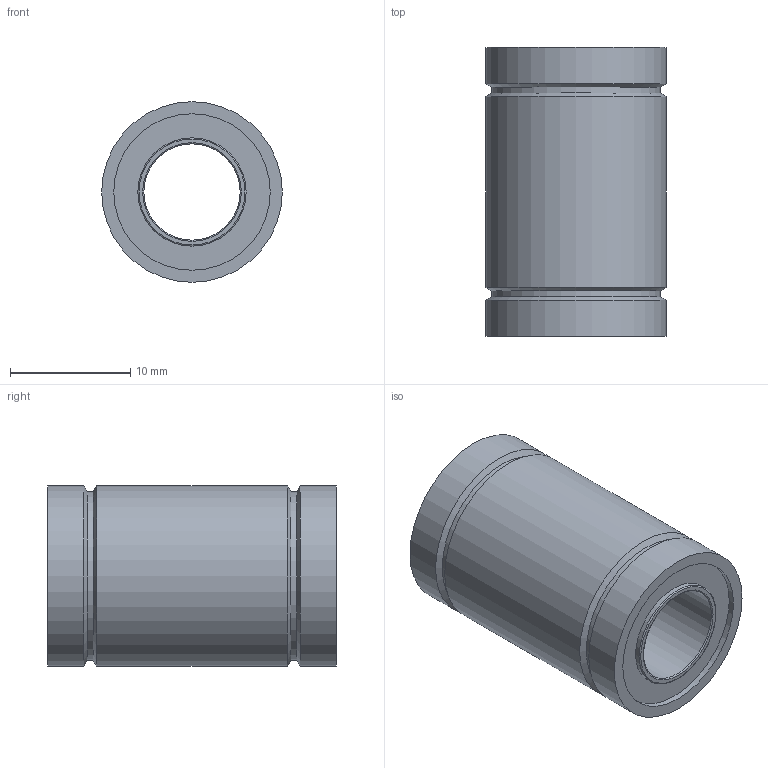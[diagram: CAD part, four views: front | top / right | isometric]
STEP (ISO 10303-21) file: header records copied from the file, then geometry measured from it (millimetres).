
FILE_DESCRIPTION(('FreeCAD Model'),'2;1');
FILE_NAME('Open CASCADE Shape Model','2025-11-26T23:40:14',('Author'),( ''),'Open CASCADE STEP processor 7.8','FreeCAD','Unknown');
FILE_SCHEMA(('AUTOMOTIVE_DESIGN { 1 0 10303 214 1 1 1 1 }'));
Length unit declared in the file: millimetre
Products named in the file (4): Bearing_Linear_LM8; Body; Body001; Body002
Assembly tree (3 placements, depth 2):
  Bearing_Linear_LM8
    Body
    Body001
    Body002
Bounding box: 15 x 24 x 15 mm (x, y, z)
Volume: 2929.4 mm3; surface area: 5278.5 mm2
Topology: 3 solids, 3 shells, 24 faces, 42 edges, 24 vertices
Faces by surface type: cylinder 10, plane 6, torus 4, cone 4
Full cylindrical faces by diameter (mm): 8 x1, 9 x2, 13 x2, 14 x2, 15 x3
Entity records: 683 total; most frequent: DIRECTION 126, CARTESIAN_POINT 94, ORIENTED_EDGE 84, AXIS2_PLACEMENT_3D 56, EDGE_CURVE 42, FACE_BOUND 30, EDGE_LOOP 30, CIRCLE 28
